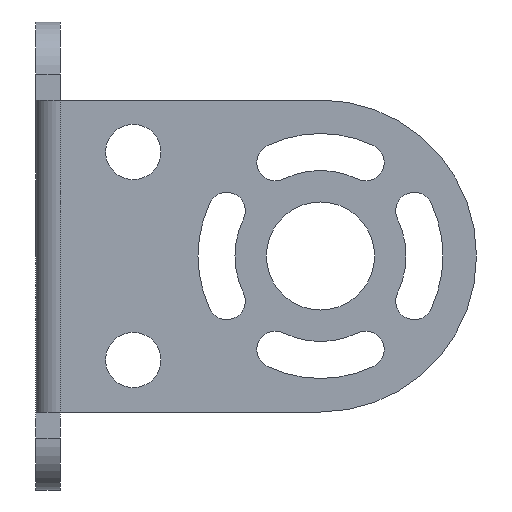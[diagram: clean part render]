
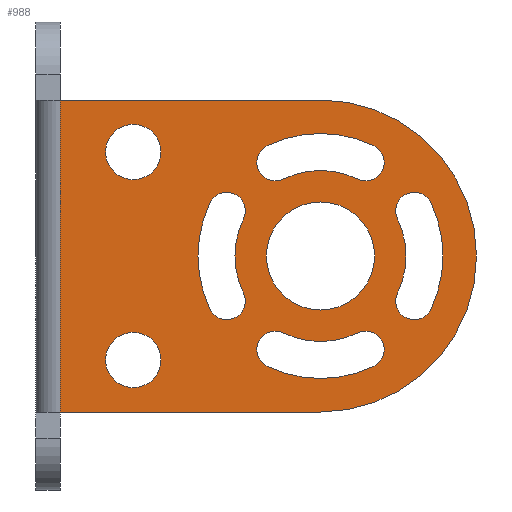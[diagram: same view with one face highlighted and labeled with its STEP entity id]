
A CAD part, front view. The second image highlights one B-rep face of the part: STEP entity #988.
In plain terms, the highlighted planar face has unit normal (0, -1, 0).
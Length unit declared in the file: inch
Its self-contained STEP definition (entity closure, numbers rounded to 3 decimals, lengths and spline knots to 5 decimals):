
#79=DIRECTION('',(0.,0.,1.));
#80=VECTOR('',#79,1.5);
#81=CARTESIAN_POINT('',(0.12,0.,-0.75));
#82=LINE('',#81,#80);
#97=DIRECTION('',(1.,0.,0.));
#98=VECTOR('',#97,1.25);
#99=CARTESIAN_POINT('',(0.12,0.,-0.75));
#100=LINE('',#99,#98);
#101=DIRECTION('',(1.,0.,0.));
#102=VECTOR('',#101,1.25);
#103=CARTESIAN_POINT('',(0.12,0.,0.75));
#104=LINE('',#103,#102);
#105=CARTESIAN_POINT('',(1.37,0.,0.));
#106=DIRECTION('',(0.,1.,0.));
#107=DIRECTION('',(0.,0.,1.));
#108=AXIS2_PLACEMENT_3D('',#105,#106,#107);
#110=CARTESIAN_POINT('',(1.37,0.,0.));
#111=DIRECTION('',(0.,1.,0.));
#112=DIRECTION('',(0.,0.,-1.));
#113=AXIS2_PLACEMENT_3D('',#110,#111,#112);
#115=CARTESIAN_POINT('',(0.47,0.,-0.5));
#116=DIRECTION('',(0.,1.,0.));
#117=DIRECTION('',(0.,0.,1.));
#118=AXIS2_PLACEMENT_3D('',#115,#116,#117);
#120=CARTESIAN_POINT('',(0.47,0.,-0.5));
#121=DIRECTION('',(0.,1.,0.));
#122=DIRECTION('',(0.,0.,-1.));
#123=AXIS2_PLACEMENT_3D('',#120,#121,#122);
#125=CARTESIAN_POINT('',(0.47,0.,0.5));
#126=DIRECTION('',(0.,1.,0.));
#127=DIRECTION('',(0.,0.,1.));
#128=AXIS2_PLACEMENT_3D('',#125,#126,#127);
#130=CARTESIAN_POINT('',(0.47,0.,0.5));
#131=DIRECTION('',(0.,1.,0.));
#132=DIRECTION('',(0.,0.,-1.));
#133=AXIS2_PLACEMENT_3D('',#130,#131,#132);
#135=CARTESIAN_POINT('',(1.37,0.,0.));
#136=DIRECTION('',(0.,1.,0.));
#137=DIRECTION('',(0.901,0.,0.434));
#138=AXIS2_PLACEMENT_3D('',#135,#136,#137);
#140=CARTESIAN_POINT('',(1.37,0.,0.));
#141=DIRECTION('',(0.,1.,0.));
#142=DIRECTION('',(0.901,0.,0.434));
#143=AXIS2_PLACEMENT_3D('',#140,#141,#142);
#145=CARTESIAN_POINT('',(1.37,0.,0.));
#146=DIRECTION('',(0.,1.,0.));
#147=DIRECTION('',(-0.901,0.,-0.434));
#148=AXIS2_PLACEMENT_3D('',#145,#146,#147);
#150=CARTESIAN_POINT('',(1.37,0.,0.));
#151=DIRECTION('',(0.,1.,0.));
#152=DIRECTION('',(-0.901,0.,-0.434));
#153=AXIS2_PLACEMENT_3D('',#150,#151,#152);
#155=CARTESIAN_POINT('',(1.37,0.,0.));
#156=DIRECTION('',(0.,1.,0.));
#157=DIRECTION('',(-0.434,0.,0.901));
#158=AXIS2_PLACEMENT_3D('',#155,#156,#157);
#160=CARTESIAN_POINT('',(1.37,0.,0.));
#161=DIRECTION('',(0.,1.,0.));
#162=DIRECTION('',(-0.434,0.,0.901));
#163=AXIS2_PLACEMENT_3D('',#160,#161,#162);
#165=CARTESIAN_POINT('',(1.37,0.,0.));
#166=DIRECTION('',(0.,1.,0.));
#167=DIRECTION('',(0.434,0.,-0.901));
#168=AXIS2_PLACEMENT_3D('',#165,#166,#167);
#170=CARTESIAN_POINT('',(1.37,0.,0.));
#171=DIRECTION('',(0.,1.,0.));
#172=DIRECTION('',(0.434,0.,-0.901));
#173=AXIS2_PLACEMENT_3D('',#170,#171,#172);
#393=CARTESIAN_POINT('',(1.37,0.,0.));
#394=DIRECTION('',(0.,-1.,0.));
#395=DIRECTION('',(0.,0.,-1.));
#396=AXIS2_PLACEMENT_3D('',#393,#394,#395);
#444=CARTESIAN_POINT('',(1.82036,0.,-0.2172));
#445=DIRECTION('',(0.,1.,0.));
#446=DIRECTION('',(0.901,0.,-0.434));
#447=AXIS2_PLACEMENT_3D('',#444,#445,#446);
#453=CARTESIAN_POINT('',(1.82036,0.,0.2172));
#454=DIRECTION('',(0.,1.,0.));
#455=DIRECTION('',(-0.901,0.,-0.434));
#456=AXIS2_PLACEMENT_3D('',#453,#454,#455);
#471=CARTESIAN_POINT('',(0.91964,0.,0.2172));
#472=DIRECTION('',(0.,1.,0.));
#473=DIRECTION('',(-0.901,0.,0.434));
#474=AXIS2_PLACEMENT_3D('',#471,#472,#473);
#498=CARTESIAN_POINT('',(0.91964,0.,-0.2172));
#499=DIRECTION('',(0.,1.,0.));
#500=DIRECTION('',(0.901,0.,0.434));
#501=AXIS2_PLACEMENT_3D('',#498,#499,#500);
#516=CARTESIAN_POINT('',(1.1528,0.,0.45036));
#517=DIRECTION('',(0.,1.,0.));
#518=DIRECTION('',(0.434,0.,-0.901));
#519=AXIS2_PLACEMENT_3D('',#516,#517,#518);
#534=CARTESIAN_POINT('',(1.5872,0.,0.45036));
#535=DIRECTION('',(0.,1.,0.));
#536=DIRECTION('',(0.434,0.,0.901));
#537=AXIS2_PLACEMENT_3D('',#534,#535,#536);
#552=CARTESIAN_POINT('',(1.5872,0.,-0.45036));
#553=DIRECTION('',(0.,1.,0.));
#554=DIRECTION('',(-0.434,0.,0.901));
#555=AXIS2_PLACEMENT_3D('',#552,#553,#554);
#561=CARTESIAN_POINT('',(1.1528,0.,-0.45036));
#562=DIRECTION('',(0.,1.,0.));
#563=DIRECTION('',(-0.434,0.,-0.901));
#564=AXIS2_PLACEMENT_3D('',#561,#562,#563);
#619=CARTESIAN_POINT('',(1.37,0.,0.75));
#621=VERTEX_POINT('',#619);
#623=CARTESIAN_POINT('',(1.37,0.,-0.75));
#625=VERTEX_POINT('',#623);
#627=CARTESIAN_POINT('',(1.37,0.,0.26));
#628=CARTESIAN_POINT('',(1.37,0.,-0.26));
#629=VERTEX_POINT('',#627);
#630=VERTEX_POINT('',#628);
#667=CARTESIAN_POINT('',(0.47,0.,-0.367));
#668=CARTESIAN_POINT('',(0.47,0.,-0.633));
#669=VERTEX_POINT('',#667);
#670=VERTEX_POINT('',#668);
#671=CARTESIAN_POINT('',(0.47,0.,0.633));
#672=CARTESIAN_POINT('',(0.47,0.,0.367));
#673=VERTEX_POINT('',#671);
#674=VERTEX_POINT('',#672);
#715=CARTESIAN_POINT('',(0.12,0.,-0.75));
#716=CARTESIAN_POINT('',(0.12,0.,0.75));
#717=VERTEX_POINT('',#715);
#718=VERTEX_POINT('',#716);
#720=CARTESIAN_POINT('',(1.62586,0.,0.53053));
#722=VERTEX_POINT('',#720);
#724=CARTESIAN_POINT('',(1.54854,0.,0.3702));
#726=VERTEX_POINT('',#724);
#728=CARTESIAN_POINT('',(1.90053,0.,0.25586));
#730=VERTEX_POINT('',#728);
#732=CARTESIAN_POINT('',(1.7402,0.,0.17854));
#734=VERTEX_POINT('',#732);
#736=CARTESIAN_POINT('',(1.90053,0.,-0.25586));
#738=VERTEX_POINT('',#736);
#740=CARTESIAN_POINT('',(1.7402,0.,-0.17854));
#742=VERTEX_POINT('',#740);
#744=CARTESIAN_POINT('',(1.54854,0.,-0.3702));
#746=VERTEX_POINT('',#744);
#748=CARTESIAN_POINT('',(1.62586,0.,-0.53053));
#750=VERTEX_POINT('',#748);
#752=CARTESIAN_POINT('',(0.9998,0.,-0.17854));
#754=VERTEX_POINT('',#752);
#756=CARTESIAN_POINT('',(0.83947,0.,-0.25586));
#758=VERTEX_POINT('',#756);
#760=CARTESIAN_POINT('',(0.9998,0.,0.17854));
#762=VERTEX_POINT('',#760);
#764=CARTESIAN_POINT('',(0.83947,0.,0.25586));
#766=VERTEX_POINT('',#764);
#768=CARTESIAN_POINT('',(1.19146,0.,0.3702));
#770=VERTEX_POINT('',#768);
#772=CARTESIAN_POINT('',(1.11414,0.,0.53053));
#774=VERTEX_POINT('',#772);
#776=CARTESIAN_POINT('',(1.19146,0.,-0.3702));
#778=VERTEX_POINT('',#776);
#780=CARTESIAN_POINT('',(1.11414,0.,-0.53053));
#782=VERTEX_POINT('',#780);
#917=CARTESIAN_POINT('',(0.,0.,-1.125));
#918=DIRECTION('',(0.,-1.,0.));
#919=DIRECTION('',(1.,0.,0.));
#920=AXIS2_PLACEMENT_3D('',#917,#918,#919);
#921=PLANE('',#920);
#922=ORIENTED_EDGE('',*,*,#889,.F.);
#923=ORIENTED_EDGE('',*,*,#908,.T.);
#925=ORIENTED_EDGE('',*,*,#924,.T.);
#927=ORIENTED_EDGE('',*,*,#926,.F.);
#928=EDGE_LOOP('',(#922,#923,#925,#927));
#929=FACE_OUTER_BOUND('',#928,.F.);
#931=ORIENTED_EDGE('',*,*,#930,.F.);
#933=ORIENTED_EDGE('',*,*,#932,.F.);
#934=EDGE_LOOP('',(#931,#933));
#935=FACE_BOUND('',#934,.F.);
#937=ORIENTED_EDGE('',*,*,#936,.F.);
#939=ORIENTED_EDGE('',*,*,#938,.F.);
#940=EDGE_LOOP('',(#937,#939));
#941=FACE_BOUND('',#940,.F.);
#943=ORIENTED_EDGE('',*,*,#942,.F.);
#945=ORIENTED_EDGE('',*,*,#944,.F.);
#946=EDGE_LOOP('',(#943,#945));
#947=FACE_BOUND('',#946,.F.);
#949=ORIENTED_EDGE('',*,*,#948,.F.);
#951=ORIENTED_EDGE('',*,*,#950,.F.);
#953=ORIENTED_EDGE('',*,*,#952,.T.);
#955=ORIENTED_EDGE('',*,*,#954,.F.);
#956=EDGE_LOOP('',(#949,#951,#953,#955));
#957=FACE_BOUND('',#956,.F.);
#959=ORIENTED_EDGE('',*,*,#958,.F.);
#961=ORIENTED_EDGE('',*,*,#960,.F.);
#963=ORIENTED_EDGE('',*,*,#962,.T.);
#965=ORIENTED_EDGE('',*,*,#964,.F.);
#966=EDGE_LOOP('',(#959,#961,#963,#965));
#967=FACE_BOUND('',#966,.F.);
#969=ORIENTED_EDGE('',*,*,#968,.T.);
#971=ORIENTED_EDGE('',*,*,#970,.F.);
#973=ORIENTED_EDGE('',*,*,#972,.F.);
#975=ORIENTED_EDGE('',*,*,#974,.F.);
#976=EDGE_LOOP('',(#969,#971,#973,#975));
#977=FACE_BOUND('',#976,.F.);
#979=ORIENTED_EDGE('',*,*,#978,.T.);
#981=ORIENTED_EDGE('',*,*,#980,.F.);
#983=ORIENTED_EDGE('',*,*,#982,.F.);
#985=ORIENTED_EDGE('',*,*,#984,.F.);
#986=EDGE_LOOP('',(#979,#981,#983,#985));
#987=FACE_BOUND('',#986,.F.);
#988=ADVANCED_FACE('',(#929,#935,#941,#947,#957,#967,#977,#987),#921,.T.);
#109=CIRCLE('',#108,0.26);
#114=CIRCLE('',#113,0.26);
#119=CIRCLE('',#118,0.133);
#124=CIRCLE('',#123,0.133);
#129=CIRCLE('',#128,0.133);
#134=CIRCLE('',#133,0.133);
#139=CIRCLE('',#138,0.589);
#144=CIRCLE('',#143,0.411);
#149=CIRCLE('',#148,0.589);
#154=CIRCLE('',#153,0.411);
#159=CIRCLE('',#158,0.411);
#164=CIRCLE('',#163,0.589);
#169=CIRCLE('',#168,0.411);
#174=CIRCLE('',#173,0.589);
#397=CIRCLE('',#396,0.75);
#448=CIRCLE('',#447,0.089);
#457=CIRCLE('',#456,0.089);
#475=CIRCLE('',#474,0.089);
#502=CIRCLE('',#501,0.089);
#520=CIRCLE('',#519,0.089);
#538=CIRCLE('',#537,0.089);
#556=CIRCLE('',#555,0.089);
#565=CIRCLE('',#564,0.089);
#889=EDGE_CURVE('',#717,#625,#100,.T.);
#908=EDGE_CURVE('',#717,#718,#82,.T.);
#924=EDGE_CURVE('',#718,#621,#104,.T.);
#926=EDGE_CURVE('',#625,#621,#397,.T.);
#930=EDGE_CURVE('',#629,#630,#109,.T.);
#932=EDGE_CURVE('',#630,#629,#114,.T.);
#936=EDGE_CURVE('',#669,#670,#119,.T.);
#938=EDGE_CURVE('',#670,#669,#124,.T.);
#942=EDGE_CURVE('',#673,#674,#129,.T.);
#944=EDGE_CURVE('',#674,#673,#134,.T.);
#948=EDGE_CURVE('',#730,#738,#139,.T.);
#950=EDGE_CURVE('',#734,#730,#457,.T.);
#952=EDGE_CURVE('',#734,#742,#144,.T.);
#954=EDGE_CURVE('',#738,#742,#448,.T.);
#958=EDGE_CURVE('',#758,#766,#149,.T.);
#960=EDGE_CURVE('',#754,#758,#502,.T.);
#962=EDGE_CURVE('',#754,#762,#154,.T.);
#964=EDGE_CURVE('',#766,#762,#475,.T.);
#968=EDGE_CURVE('',#770,#726,#159,.T.);
#970=EDGE_CURVE('',#722,#726,#538,.T.);
#972=EDGE_CURVE('',#774,#722,#164,.T.);
#974=EDGE_CURVE('',#770,#774,#520,.T.);
#978=EDGE_CURVE('',#746,#778,#169,.T.);
#980=EDGE_CURVE('',#782,#778,#565,.T.);
#982=EDGE_CURVE('',#750,#782,#174,.T.);
#984=EDGE_CURVE('',#746,#750,#556,.T.);
